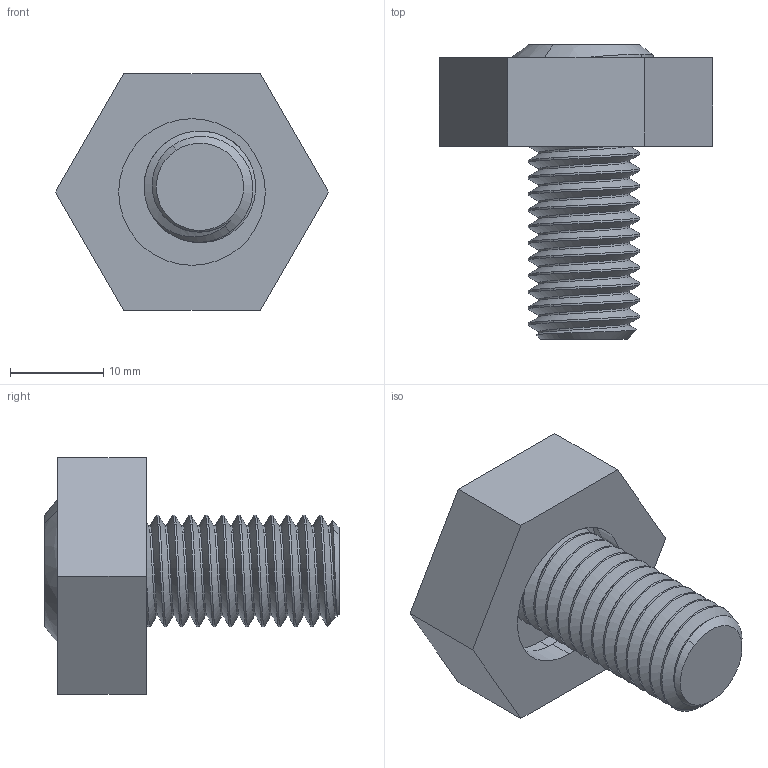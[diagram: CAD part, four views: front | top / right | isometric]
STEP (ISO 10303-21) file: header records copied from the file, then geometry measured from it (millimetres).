
FILE_DESCRIPTION (( 'STEP AP203' ), '1' );
FILE_NAME ('50212.STEP', '2020-05-01T14:20:15', ( 'Marc' ), ( 'Microsoft' ), 'SwSTEP 2.0', 'SolidWorks 2018', '' );
FILE_SCHEMA (( 'CONFIG_CONTROL_DESIGN' ));
Length unit declared in the file: inch
Products named in the file (3): 50212; 50371_50371; 10590_10590
Assembly tree (2 placements, depth 2):
  50212
    10590_10590
    50371_50371
Bounding box: 29.33 x 31.6 x 25.4 mm (x, y, z)
Volume: 6642 mm3; surface area: 4342.8 mm2
Topology: 2 solids, 2 shells, 99 faces, 261 edges, 169 vertices
Faces by surface type: cylinder 64, plane 19, cone 12, sphere 2, bspline 2
Entity records: 5641 total; most frequent: CARTESIAN_POINT 3244, ORIENTED_EDGE 522, DIRECTION 362, EDGE_CURVE 261, VERTEX_POINT 169, AXIS2_PLACEMENT_3D 132, EDGE_LOOP 104, ADVANCED_FACE 99
